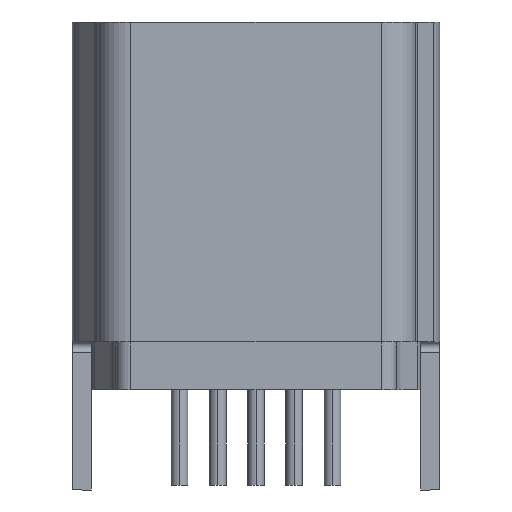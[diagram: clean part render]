
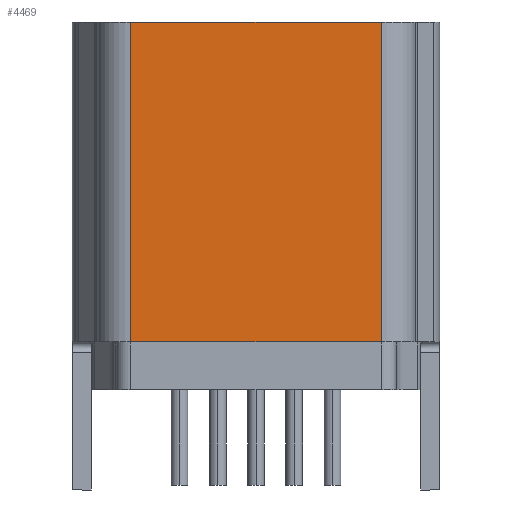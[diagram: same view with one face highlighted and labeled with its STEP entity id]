
A CAD part, left-side view. The second image highlights one B-rep face of the part: STEP entity #4469.
In plain terms, the highlighted planar face has unit normal (-1, 0, 0).
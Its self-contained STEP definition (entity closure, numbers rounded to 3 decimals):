
#68 = VECTOR ( 'NONE', #4455, 1000. ) ;
#145 = EDGE_CURVE ( 'NONE', #5116, #5127, #4386, .T. ) ;
#157 = ORIENTED_EDGE ( 'NONE', *, *, #3573, .T. ) ;
#260 = CARTESIAN_POINT ( 'NONE',  ( -1.914, -2.626, 7.7 ) ) ;
#440 = ORIENTED_EDGE ( 'NONE', *, *, #145, .T. ) ;
#459 = EDGE_CURVE ( 'NONE', #5341, #3764, #3560, .T. ) ;
#574 = VECTOR ( 'NONE', #1410, 1000. ) ;
#734 = FACE_OUTER_BOUND ( 'NONE', #1267, .T. ) ;
#797 = ORIENTED_EDGE ( 'NONE', *, *, #2047, .T. ) ;
#867 = LINE ( 'NONE', #3008, #3608 ) ;
#970 = CARTESIAN_POINT ( 'NONE',  ( -1.914, -2.626, 7.7 ) ) ;
#1012 = VECTOR ( 'NONE', #3991, 1000. ) ;
#1267 = EDGE_LOOP ( 'NONE', ( #797, #1775, #157, #440 ) ) ;
#1354 = AXIS2_PLACEMENT_3D ( 'NONE', #260, #1590, #5065 ) ;
#1396 = CARTESIAN_POINT ( 'NONE',  ( -1.914, -2.626, 1.001 ) ) ;
#1410 = DIRECTION ( 'NONE',  ( 0., 0., -1. ) ) ;
#1590 = DIRECTION ( 'NONE',  ( -1., 0., 0. ) ) ;
#1775 = ORIENTED_EDGE ( 'NONE', *, *, #459, .T. ) ;
#2017 = PLANE ( 'NONE',  #1354 ) ;
#2047 = EDGE_CURVE ( 'NONE', #5127, #5341, #2842, .T. ) ;
#2185 = CARTESIAN_POINT ( 'NONE',  ( -1.914, -2.626, 7.7 ) ) ;
#2588 = CARTESIAN_POINT ( 'NONE',  ( -1.914, 2.626, 7.7 ) ) ;
#2646 = DIRECTION ( 'NONE',  ( 0., -1., 0. ) ) ;
#2721 = CARTESIAN_POINT ( 'NONE',  ( -1.914, 3.171, 7.7 ) ) ;
#2842 = LINE ( 'NONE', #2721, #68 ) ;
#3008 = CARTESIAN_POINT ( 'NONE',  ( -1.914, -2.626, 1.001 ) ) ;
#3560 = LINE ( 'NONE', #5289, #574 ) ;
#3573 = EDGE_CURVE ( 'NONE', #3764, #5116, #867, .T. ) ;
#3608 = VECTOR ( 'NONE', #2646, 1000. ) ;
#3764 = VERTEX_POINT ( 'NONE', #4873 ) ;
#3991 = DIRECTION ( 'NONE',  ( 0., 0., 1. ) ) ;
#4386 = LINE ( 'NONE', #2185, #1012 ) ;
#4455 = DIRECTION ( 'NONE',  ( 0., 1., 0. ) ) ;
#4469 = ADVANCED_FACE ( 'NONE', ( #734 ), #2017, .T. ) ;
#4873 = CARTESIAN_POINT ( 'NONE',  ( -1.914, 2.626, 1.001 ) ) ;
#5065 = DIRECTION ( 'NONE',  ( 0., -1., 0. ) ) ;
#5116 = VERTEX_POINT ( 'NONE', #1396 ) ;
#5127 = VERTEX_POINT ( 'NONE', #970 ) ;
#5289 = CARTESIAN_POINT ( 'NONE',  ( -1.914, 2.626, 7.7 ) ) ;
#5341 = VERTEX_POINT ( 'NONE', #2588 ) ;
